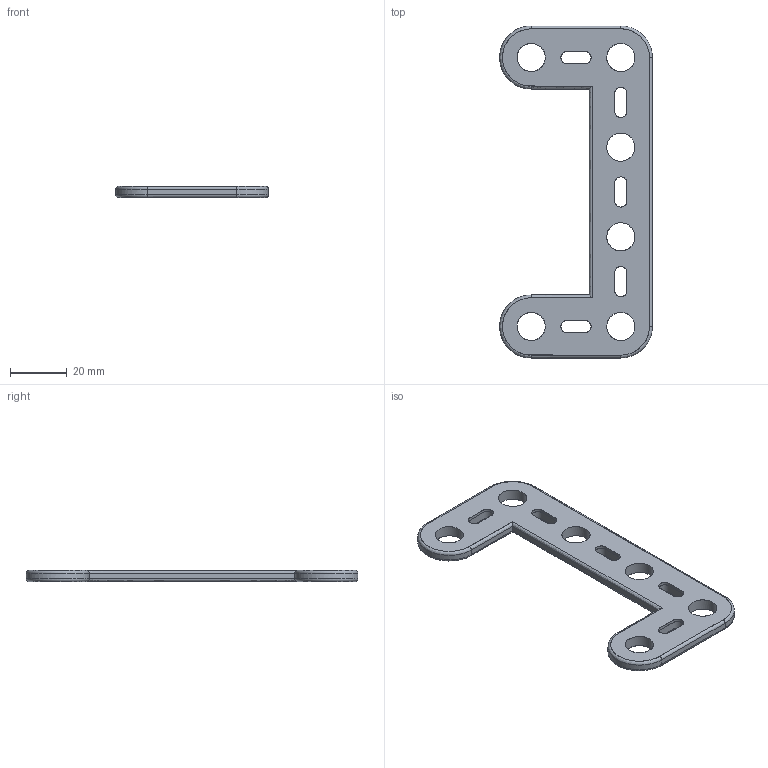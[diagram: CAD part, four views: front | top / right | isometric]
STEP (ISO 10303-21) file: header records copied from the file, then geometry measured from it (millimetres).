
FILE_DESCRIPTION((''),'2;1');
FILE_NAME('TN6.stp','2021-10-30T00:52:00',(''),(''),'AutoCAD STEP 2000i','AutoCAD 2000i',', , ');
FILE_SCHEMA(('CONFIG_CONTROL_DESIGN'));
Length unit declared in the file: millimetre
Products named in the file (1): TN6
Bounding box: 53.88 x 117.2 x 3.95 mm (x, y, z)
Surface area: 8776.7 mm2 (no closed solid volume)
Topology: 0 solids, 0 shells, 54 faces, 224 edges, 196 vertices
Faces by surface type: bspline 54
Entity records: 8550 total; most frequent: CARTESIAN_POINT 7477, QUASI_UNIFORM_CURVE 242, PCURVE 224, COMPOSITE_CURVE_SEGMENT 224, B_SPLINE_CURVE_WITH_KNOTS 130, OUTER_BOUNDARY_CURVE 54, CURVE_BOUNDED_SURFACE 54, BOUNDARY_CURVE 28
